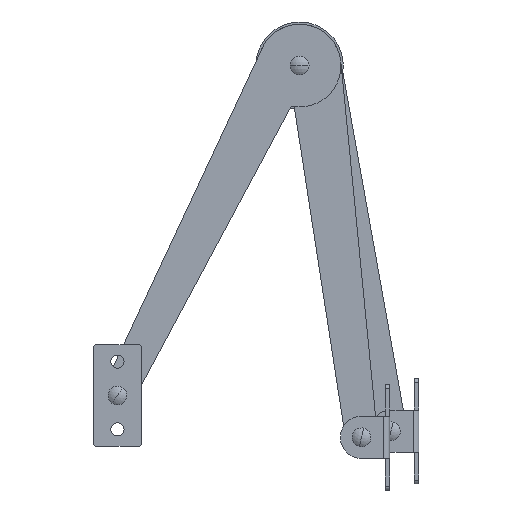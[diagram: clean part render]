
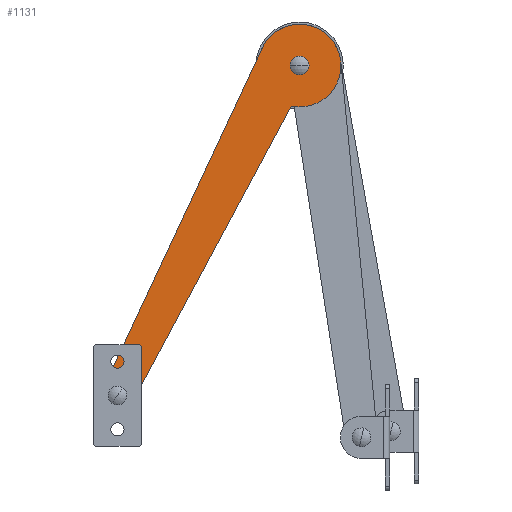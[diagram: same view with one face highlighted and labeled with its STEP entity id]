
A CAD part, front view. The second image highlights one B-rep face of the part: STEP entity #1131.
In plain terms, the highlighted face is planar.
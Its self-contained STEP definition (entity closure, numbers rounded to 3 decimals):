
#38 = DIRECTION ( 'NONE',  ( 0., 0., 1. ) ) ;
#92 = CIRCLE ( 'NONE', #1446, 11. ) ;
#134 = CIRCLE ( 'NONE', #1606, 1.5 ) ;
#251 = DIRECTION ( 'NONE',  ( 0., 0., 1. ) ) ;
#253 = AXIS2_PLACEMENT_3D ( 'NONE', #708, #575, #377 ) ;
#265 = VERTEX_POINT ( 'NONE', #870 ) ;
#266 = DIRECTION ( 'NONE',  ( 0., 0., 1. ) ) ;
#299 = CARTESIAN_POINT ( 'NONE',  ( 0., 0., 11. ) ) ;
#345 = VERTEX_POINT ( 'NONE', #909 ) ;
#373 = ORIENTED_EDGE ( 'NONE', *, *, #2106, .T. ) ;
#377 = DIRECTION ( 'NONE',  ( 0., 0., 1. ) ) ;
#380 = CARTESIAN_POINT ( 'NONE',  ( -100., 0., -8.25 ) ) ;
#392 = EDGE_LOOP ( 'NONE', ( #1505, #825 ) ) ;
#396 = CIRCLE ( 'NONE', #2242, 1.5 ) ;
#427 = CARTESIAN_POINT ( 'NONE',  ( -100., 0., -11. ) ) ;
#483 = CARTESIAN_POINT ( 'NONE',  ( -100., 0., -6.75 ) ) ;
#525 = CARTESIAN_POINT ( 'NONE',  ( 0., 0., 0. ) ) ;
#529 = CARTESIAN_POINT ( 'NONE',  ( -100.237, 0., -2.507 ) ) ;
#559 = DIRECTION ( 'NONE',  ( 0., 1., 0. ) ) ;
#575 = DIRECTION ( 'NONE',  ( 0., 1., 0. ) ) ;
#606 = VERTEX_POINT ( 'NONE', #1191 ) ;
#625 = DIRECTION ( 'NONE',  ( 0., 1., 0. ) ) ;
#643 = AXIS2_PLACEMENT_3D ( 'NONE', #483, #1039, #266 ) ;
#705 = ORIENTED_EDGE ( 'NONE', *, *, #1660, .T. ) ;
#708 = CARTESIAN_POINT ( 'NONE',  ( -100., 0., -6.75 ) ) ;
#719 = DIRECTION ( 'NONE',  ( 0., 0., 1. ) ) ;
#814 = CARTESIAN_POINT ( 'NONE',  ( 0., 0., 0. ) ) ;
#825 = ORIENTED_EDGE ( 'NONE', *, *, #855, .F. ) ;
#834 = CIRCLE ( 'NONE', #1520, 4.25 ) ;
#837 = FACE_BOUND ( 'NONE', #1013, .T. ) ;
#855 = EDGE_CURVE ( 'NONE', #1802, #2220, #1252, .T. ) ;
#870 = CARTESIAN_POINT ( 'NONE',  ( 0., 0., -11. ) ) ;
#876 = VERTEX_POINT ( 'NONE', #1865 ) ;
#890 = EDGE_CURVE ( 'NONE', #2220, #1802, #1324, .T. ) ;
#909 = CARTESIAN_POINT ( 'NONE',  ( -10.712, 0., 2.5 ) ) ;
#986 = ORIENTED_EDGE ( 'NONE', *, *, #1008, .F. ) ;
#988 = ORIENTED_EDGE ( 'NONE', *, *, #2253, .T. ) ;
#991 = EDGE_CURVE ( 'NONE', #1584, #265, #2138, .T. ) ;
#1008 = EDGE_CURVE ( 'NONE', #1816, #606, #134, .T. ) ;
#1013 = EDGE_LOOP ( 'NONE', ( #986, #1851 ) ) ;
#1027 = PLANE ( 'NONE',  #643 ) ;
#1039 = DIRECTION ( 'NONE',  ( 0., 1., 0. ) ) ;
#1085 = CARTESIAN_POINT ( 'NONE',  ( 0., 0., 0. ) ) ;
#1104 = DIRECTION ( 'NONE',  ( 0., 0., 1. ) ) ;
#1131 = ADVANCED_FACE ( 'NONE', ( #837, #1806, #2171 ), #1027, .T. ) ;
#1177 = CARTESIAN_POINT ( 'NONE',  ( -100., 0., -11. ) ) ;
#1191 = CARTESIAN_POINT ( 'NONE',  ( 0., 0., -1.5 ) ) ;
#1252 = CIRCLE ( 'NONE', #253, 1.5 ) ;
#1324 = CIRCLE ( 'NONE', #2332, 1.5 ) ;
#1341 = ORIENTED_EDGE ( 'NONE', *, *, #1863, .T. ) ;
#1446 = AXIS2_PLACEMENT_3D ( 'NONE', #525, #1674, #719 ) ;
#1505 = ORIENTED_EDGE ( 'NONE', *, *, #890, .F. ) ;
#1508 = ORIENTED_EDGE ( 'NONE', *, *, #991, .T. ) ;
#1511 = VECTOR ( 'NONE', #1578, 1000. ) ;
#1520 = AXIS2_PLACEMENT_3D ( 'NONE', #2096, #1908, #1537 ) ;
#1524 = CARTESIAN_POINT ( 'NONE',  ( 0., 0., 1.5 ) ) ;
#1537 = DIRECTION ( 'NONE',  ( 0., 0., 1. ) ) ;
#1578 = DIRECTION ( 'NONE',  ( -1., 0., 0. ) ) ;
#1584 = VERTEX_POINT ( 'NONE', #299 ) ;
#1595 = VECTOR ( 'NONE', #1813, 1000. ) ;
#1596 = EDGE_LOOP ( 'NONE', ( #988, #705, #373, #1508, #1341 ) ) ;
#1606 = AXIS2_PLACEMENT_3D ( 'NONE', #2289, #1896, #251 ) ;
#1629 = EDGE_CURVE ( 'NONE', #606, #1816, #396, .T. ) ;
#1630 = DIRECTION ( 'NONE',  ( 0., 0., 1. ) ) ;
#1660 = EDGE_CURVE ( 'NONE', #876, #345, #2020, .T. ) ;
#1674 = DIRECTION ( 'NONE',  ( 0., 1., 0. ) ) ;
#1733 = LINE ( 'NONE', #427, #1511 ) ;
#1798 = AXIS2_PLACEMENT_3D ( 'NONE', #814, #625, #38 ) ;
#1802 = VERTEX_POINT ( 'NONE', #380 ) ;
#1806 = FACE_BOUND ( 'NONE', #392, .T. ) ;
#1813 = DIRECTION ( 'NONE',  ( 0.998, 0., 0.056 ) ) ;
#1816 = VERTEX_POINT ( 'NONE', #1524 ) ;
#1851 = ORIENTED_EDGE ( 'NONE', *, *, #1629, .F. ) ;
#1863 = EDGE_CURVE ( 'NONE', #265, #2274, #1733, .T. ) ;
#1865 = CARTESIAN_POINT ( 'NONE',  ( -100.237, 0., -2.507 ) ) ;
#1896 = DIRECTION ( 'NONE',  ( 0., 1., 0. ) ) ;
#1908 = DIRECTION ( 'NONE',  ( 0., 1., 0. ) ) ;
#2020 = LINE ( 'NONE', #529, #1595 ) ;
#2030 = DIRECTION ( 'NONE',  ( 0., 1., 0. ) ) ;
#2038 = CARTESIAN_POINT ( 'NONE',  ( -100., 0., -5.25 ) ) ;
#2096 = CARTESIAN_POINT ( 'NONE',  ( -100., 0., -6.75 ) ) ;
#2106 = EDGE_CURVE ( 'NONE', #345, #1584, #92, .T. ) ;
#2138 = CIRCLE ( 'NONE', #1798, 11. ) ;
#2171 = FACE_OUTER_BOUND ( 'NONE', #1596, .T. ) ;
#2220 = VERTEX_POINT ( 'NONE', #2038 ) ;
#2242 = AXIS2_PLACEMENT_3D ( 'NONE', #1085, #2030, #1630 ) ;
#2253 = EDGE_CURVE ( 'NONE', #2274, #876, #834, .T. ) ;
#2274 = VERTEX_POINT ( 'NONE', #1177 ) ;
#2289 = CARTESIAN_POINT ( 'NONE',  ( 0., 0., 0. ) ) ;
#2332 = AXIS2_PLACEMENT_3D ( 'NONE', #2408, #559, #1104 ) ;
#2408 = CARTESIAN_POINT ( 'NONE',  ( -100., 0., -6.75 ) ) ;
